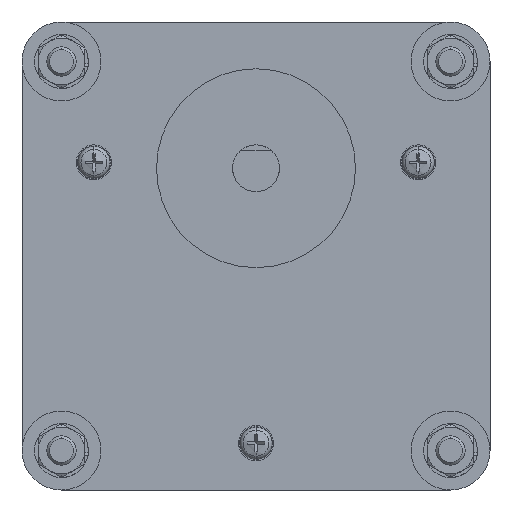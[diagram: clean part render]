
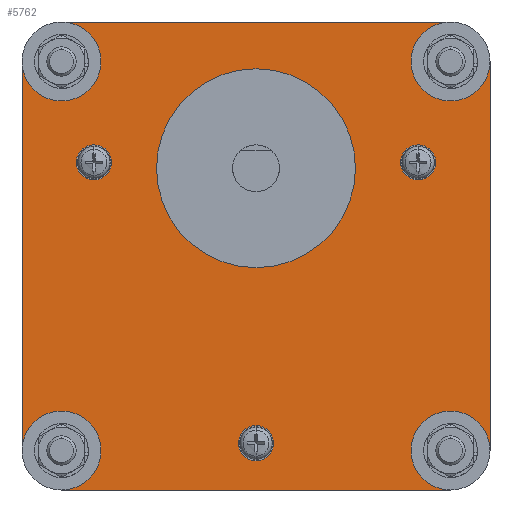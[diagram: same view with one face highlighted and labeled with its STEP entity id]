
A CAD part, left-side view. The second image highlights one B-rep face of the part: STEP entity #5762.
In plain terms, the highlighted planar face has unit normal (-1, 0, 0).
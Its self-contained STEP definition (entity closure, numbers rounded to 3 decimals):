
#5281=CARTESIAN_POINT('POINT12021',(0.5,
   0.,17.));
#5282=VERTEX_POINT('VERTEX12021',#5281);
#5289=CARTESIAN_POINT('POINT12022',(0.5,0.,
   -17.));
#5290=VERTEX_POINT('VERTEX12022',#5289);
#5291=CARTESIAN_POINT('POS17288',(0.5,0.,
   0.));
#5292=DIRECTION('DIR27041',(-1.,0.,0.));
#5293=DIRECTION('DIR27042',(0.,0.,1.));
#5294=AXIS2_PLACEMENT_3D('AXIS9754',#5291,#5292,#5293);
#5295=CIRCLE('ELLIPSE4732',#5294,17.);
#5296=EDGE_CURVE('EDGE19355',#5282,#5290,#5295,.T.);
#5316=EDGE_CURVE('EDGE19357',#5290,#5282,#5295,.T.);
#5321=CARTESIAN_POINT('POINT12023',(0.5,
   25.115,-0.5));
#5322=VERTEX_POINT('VERTEX12023',#5321);
#5329=CARTESIAN_POINT('POINT12024',(0.5,
   30.311,2.5));
#5330=VERTEX_POINT('VERTEX12024',#5329);
#5331=CARTESIAN_POINT('POS17292',(0.5,
   27.713,1.));
#5332=DIRECTION('DIR27047',(1.,0.,
   0.));
#5333=DIRECTION('DIR27048',(0.,-0.866
   ,-0.5));
#5334=AXIS2_PLACEMENT_3D('AXIS9756',#5331,#5332,#5333);
#5335=CIRCLE('ELLIPSE4733',#5334,3.);
#5336=EDGE_CURVE('EDGE19359',#5330,#5322,#5335,.T.);
#5356=EDGE_CURVE('EDGE19361',#5322,#5330,#5335,.T.);
#5361=CARTESIAN_POINT('POINT12025',(0.5,
   -25.115,-0.5));
#5362=VERTEX_POINT('VERTEX12025',#5361);
#5369=CARTESIAN_POINT('POINT12026',(0.5,
   -30.311,2.5));
#5370=VERTEX_POINT('VERTEX12026',#5369);
#5371=CARTESIAN_POINT('POS17296',(0.5,
   -27.713,1.));
#5372=DIRECTION('DIR27053',(1.,0.,
   0.));
#5373=DIRECTION('DIR27054',(0.,0.866,
   -0.5));
#5374=AXIS2_PLACEMENT_3D('AXIS9758',#5371,#5372,#5373);
#5375=CIRCLE('ELLIPSE4734',#5374,3.);
#5376=EDGE_CURVE('EDGE19363',#5370,#5362,#5375,.T.);
#5396=EDGE_CURVE('EDGE19365',#5362,#5370,#5375,.T.);
#5401=CARTESIAN_POINT('POINT12027',(0.5,0.,
   -44.));
#5402=VERTEX_POINT('VERTEX12027',#5401);
#5409=CARTESIAN_POINT('POINT12028',(0.5,
   0.,-50.));
#5410=VERTEX_POINT('VERTEX12028',#5409);
#5411=CARTESIAN_POINT('POS17300',(0.5,0.,
   -47.));
#5412=DIRECTION('DIR27059',(1.,0.,0.));
#5413=DIRECTION('DIR27060',(0.,0.,1.));
#5414=AXIS2_PLACEMENT_3D('AXIS9760',#5411,#5412,#5413);
#5415=CIRCLE('ELLIPSE4735',#5414,3.);
#5416=EDGE_CURVE('EDGE19367',#5410,#5402,#5415,.T.);
#5436=EDGE_CURVE('EDGE19369',#5402,#5410,#5415,.T.);
#5476=CARTESIAN_POINT('POINT12031',(0.5,33.25,
   25.));
#5477=VERTEX_POINT('VERTEX12031',#5476);
#5485=CARTESIAN_POINT('POINT12032',(0.5,33.25,
   11.5));
#5486=VERTEX_POINT('VERTEX12032',#5485);
#5493=CARTESIAN_POINT('POS17307',(0.5,33.25,
   18.25));
#5494=DIRECTION('DIR27070',(1.,0.,0.));
#5495=DIRECTION('DIR27071',(0.,0.,-1.));
#5496=AXIS2_PLACEMENT_3D('AXIS9764',#5493,#5494,#5495);
#5497=CIRCLE('ELLIPSE4737',#5496,6.75);
#5498=EDGE_CURVE('EDGE19374',#5477,#5486,#5497,.T.);
#5547=CARTESIAN_POINT('POINT12036',(0.5,40.,
   -48.25));
#5548=VERTEX_POINT('VERTEX12036',#5547);
#5556=CARTESIAN_POINT('POINT12037',(0.5,26.5,
   -48.25));
#5557=VERTEX_POINT('VERTEX12037',#5556);
#5564=CARTESIAN_POINT('POS17313',(0.5,33.25,
   -48.25));
#5565=DIRECTION('DIR27080',(1.,0.,0.));
#5566=DIRECTION('DIR27081',(0.,0.,-1.));
#5567=AXIS2_PLACEMENT_3D('AXIS9768',#5564,#5565,#5566);
#5568=CIRCLE('ELLIPSE4739',#5567,6.75);
#5569=EDGE_CURVE('EDGE19380',#5548,#5557,#5568,.T.);
#5614=CARTESIAN_POINT('POINT12040',(0.5,-33.25,
   -55.));
#5615=VERTEX_POINT('VERTEX12040',#5614);
#5623=CARTESIAN_POINT('POINT12041',(0.5,-33.25,
   -41.5));
#5624=VERTEX_POINT('VERTEX12041',#5623);
#5631=CARTESIAN_POINT('POS17319',(0.5,-33.25,
   -48.25));
#5632=DIRECTION('DIR27090',(1.,0.,0.));
#5633=DIRECTION('DIR27091',(0.,0.,-1.));
#5634=AXIS2_PLACEMENT_3D('AXIS9772',#5631,#5632,#5633);
#5635=CIRCLE('ELLIPSE4741',#5634,6.75);
#5636=EDGE_CURVE('EDGE19385',#5615,#5624,#5635,.T.);
#5685=ORIENTED_EDGE('COEDGE38769',*,*,#5569,.T.);
#5686=CARTESIAN_POINT('POINT12045',(0.5,33.25,
   -55.));
#5687=VERTEX_POINT('VERTEX12045',#5686);
#5688=EDGE_CURVE('EDGE19389',#5557,#5687,#5568,.T.);
#5689=ORIENTED_EDGE('COEDGE38770',*,*,#5688,.T.);
#5690=CARTESIAN_POINT('POS17323',(0.5,33.25,
   -55.));
#5691=DIRECTION('DIR27098',(0.,-1.,0.));
#5692=VECTOR('VEC7548',#5691,1.);
#5693=LINE('STRAIGHT7548',#5690,#5692);
#5694=EDGE_CURVE('EDGE19390',#5687,#5615,#5693,.T.);
#5695=ORIENTED_EDGE('COEDGE38771',*,*,#5694,.T.);
#5696=ORIENTED_EDGE('COEDGE38772',*,*,#5636,.T.);
#5697=CARTESIAN_POINT('POINT12046',(0.5,-40.,
   -48.25));
#5698=VERTEX_POINT('VERTEX12046',#5697);
#5699=EDGE_CURVE('EDGE19391',#5624,#5698,#5635,.T.);
#5700=ORIENTED_EDGE('COEDGE38773',*,*,#5699,.T.);
#5701=CARTESIAN_POINT('POINT12047',(0.5,-40.,
   18.25));
#5702=VERTEX_POINT('VERTEX12047',#5701);
#5703=CARTESIAN_POINT('POS17324',(0.5,-40.,-15.));
#5704=DIRECTION('DIR27099',(0.,0.,1.));
#5705=VECTOR('VEC7549',#5704,1.);
#5706=LINE('STRAIGHT7549',#5703,#5705);
#5707=EDGE_CURVE('EDGE19392',#5698,#5702,#5706,.T.);
#5708=ORIENTED_EDGE('COEDGE38774',*,*,#5707,.T.);
#5709=CARTESIAN_POINT('POINT12048',(0.5,-26.5,
   18.25));
#5710=VERTEX_POINT('VERTEX12048',#5709);
#5711=CARTESIAN_POINT('POS17325',(0.5,-33.25,
   18.25));
#5712=DIRECTION('DIR27100',(1.,0.,0.));
#5713=DIRECTION('DIR27101',(0.,0.,-1.));
#5714=AXIS2_PLACEMENT_3D('AXIS9776',#5711,#5712,#5713);
#5715=CIRCLE('ELLIPSE4743',#5714,6.75);
#5716=EDGE_CURVE('EDGE19393',#5702,#5710,#5715,.T.);
#5717=ORIENTED_EDGE('COEDGE38775',*,*,#5716,.T.);
#5718=CARTESIAN_POINT('POINT12049',(0.5,-33.25,
   25.));
#5719=VERTEX_POINT('VERTEX12049',#5718);
#5720=EDGE_CURVE('EDGE19394',#5710,#5719,#5715,.T.);
#5721=ORIENTED_EDGE('COEDGE38776',*,*,#5720,.T.);
#5722=CARTESIAN_POINT('POS17326',(0.5,-33.25,
   25.));
#5723=DIRECTION('DIR27102',(0.,1.,0.));
#5724=VECTOR('VEC7550',#5723,1.);
#5725=LINE('STRAIGHT7550',#5722,#5724);
#5726=EDGE_CURVE('EDGE19395',#5719,#5477,#5725,.T.);
#5727=ORIENTED_EDGE('COEDGE38777',*,*,#5726,.T.);
#5728=ORIENTED_EDGE('COEDGE38778',*,*,#5498,.T.);
#5729=CARTESIAN_POINT('POINT12050',(0.5,40.,
   18.25));
#5730=VERTEX_POINT('VERTEX12050',#5729);
#5731=EDGE_CURVE('EDGE19396',#5486,#5730,#5497,.T.);
#5732=ORIENTED_EDGE('COEDGE38779',*,*,#5731,.T.);
#5733=CARTESIAN_POINT('POS17327',(0.5,40.,
   18.25));
#5734=DIRECTION('DIR27103',(0.,0.,-1.));
#5735=VECTOR('VEC7551',#5734,1.);
#5736=LINE('STRAIGHT7551',#5733,#5735);
#5737=EDGE_CURVE('EDGE19397',#5730,#5548,#5736,.T.);
#5738=ORIENTED_EDGE('COEDGE38780',*,*,#5737,.T.);
#5739=EDGE_LOOP('NONE',(#5685,#5689,#5695,#5696,#5700,#5708,#5717,#5721,
   #5727,#5728,#5732,#5738));
#5740=FACE_BOUND('LOOP1',#5739,.T.);
#5741=ORIENTED_EDGE('COEDGE38781',*,*,#5436,.T.);
#5742=ORIENTED_EDGE('COEDGE38782',*,*,#5416,.T.);
#5743=EDGE_LOOP('NONE',(#5741,#5742));
#5744=FACE_BOUND('LOOP1',#5743,.T.);
#5745=ORIENTED_EDGE('COEDGE38783',*,*,#5396,.T.);
#5746=ORIENTED_EDGE('COEDGE38784',*,*,#5376,.T.);
#5747=EDGE_LOOP('NONE',(#5745,#5746));
#5748=FACE_BOUND('LOOP1',#5747,.T.);
#5749=ORIENTED_EDGE('COEDGE38785',*,*,#5356,.T.);
#5750=ORIENTED_EDGE('COEDGE38786',*,*,#5336,.T.);
#5751=EDGE_LOOP('NONE',(#5749,#5750));
#5752=FACE_BOUND('LOOP1',#5751,.T.);
#5753=ORIENTED_EDGE('COEDGE38787',*,*,#5316,.F.);
#5754=ORIENTED_EDGE('COEDGE38788',*,*,#5296,.F.);
#5755=EDGE_LOOP('NONE',(#5753,#5754));
#5756=FACE_BOUND('LOOP1',#5755,.T.);
#5757=CARTESIAN_POINT('POS17328',(0.5,0.,
   -15.));
#5758=DIRECTION('DIR27104',(1.,0.,0.));
#5759=DIRECTION('DIR27105',(0.,1.,0.));
#5760=AXIS2_PLACEMENT_3D('AXIS9777',#5757,#5758,#5759);
#5761=PLANE('PLANE2762',#5760);
#5762=ADVANCED_FACE('FACE8700',(#5740,#5744,#5748,#5752,#5756),#5761,.F.
   );
